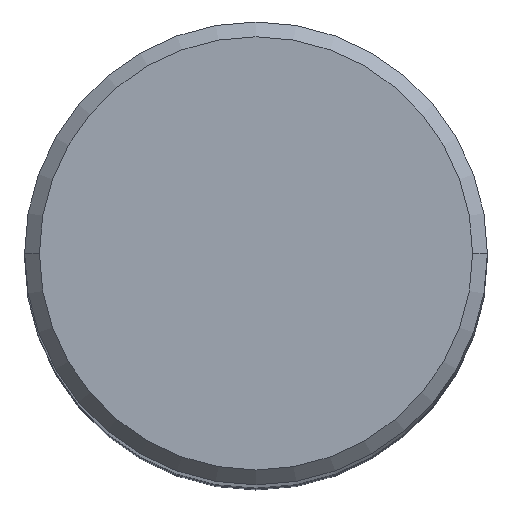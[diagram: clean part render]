
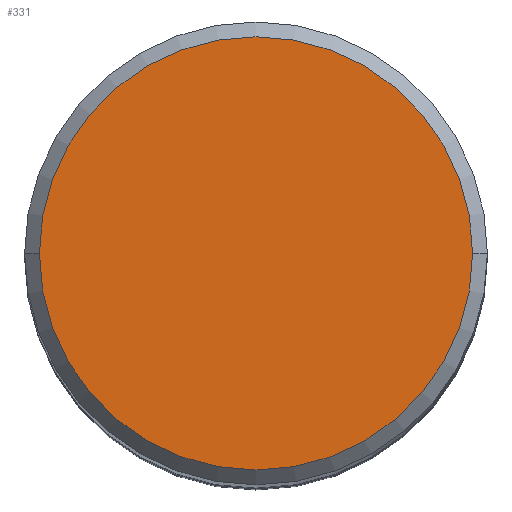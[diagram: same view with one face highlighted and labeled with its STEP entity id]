
A CAD part, top view. The second image highlights one B-rep face of the part: STEP entity #331.
In plain terms, the highlighted planar face has unit normal (0, 0, 1).
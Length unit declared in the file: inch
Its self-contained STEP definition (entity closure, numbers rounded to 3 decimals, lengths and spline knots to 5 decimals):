
#27 = DIRECTION ( 'NONE',  ( 1., 0., 0. ) ) ;
#37 = EDGE_CURVE ( 'NONE', #349, #354, #172, .T. ) ;
#62 = EDGE_CURVE ( 'NONE', #354, #349, #446, .T. ) ;
#72 = AXIS2_PLACEMENT_3D ( 'NONE', #296, #449, #115 ) ;
#74 = DIRECTION ( 'NONE',  ( 0., 0., 1. ) ) ;
#75 = ORIENTED_EDGE ( 'NONE', *, *, #62, .T. ) ;
#95 = CARTESIAN_POINT ( 'NONE',  ( -0.2925, 0., 0. ) ) ;
#112 = DIRECTION ( 'NONE',  ( -1., 0., 0. ) ) ;
#115 = DIRECTION ( 'NONE',  ( 1., 0., 0. ) ) ;
#172 = CIRCLE ( 'NONE', #72, 0.2925 ) ;
#190 = FACE_OUTER_BOUND ( 'NONE', #385, .T. ) ;
#208 = CARTESIAN_POINT ( 'NONE',  ( 0.2925, 0., 0. ) ) ;
#263 = AXIS2_PLACEMENT_3D ( 'NONE', #295, #292, #112 ) ;
#292 = DIRECTION ( 'NONE',  ( 0., 0., -1. ) ) ;
#295 = CARTESIAN_POINT ( 'NONE',  ( 0., 0.2925, 0. ) ) ;
#296 = CARTESIAN_POINT ( 'NONE',  ( 0., 0., 0. ) ) ;
#304 = CARTESIAN_POINT ( 'NONE',  ( 0., 0., 0. ) ) ;
#331 = ADVANCED_FACE ( 'NONE', ( #190 ), #490, .F. ) ;
#349 = VERTEX_POINT ( 'NONE', #95 ) ;
#354 = VERTEX_POINT ( 'NONE', #208 ) ;
#385 = EDGE_LOOP ( 'NONE', ( #405, #75 ) ) ;
#405 = ORIENTED_EDGE ( 'NONE', *, *, #37, .T. ) ;
#446 = CIRCLE ( 'NONE', #503, 0.2925 ) ;
#449 = DIRECTION ( 'NONE',  ( 0., 0., 1. ) ) ;
#490 = PLANE ( 'NONE',  #263 ) ;
#503 = AXIS2_PLACEMENT_3D ( 'NONE', #304, #74, #27 ) ;
